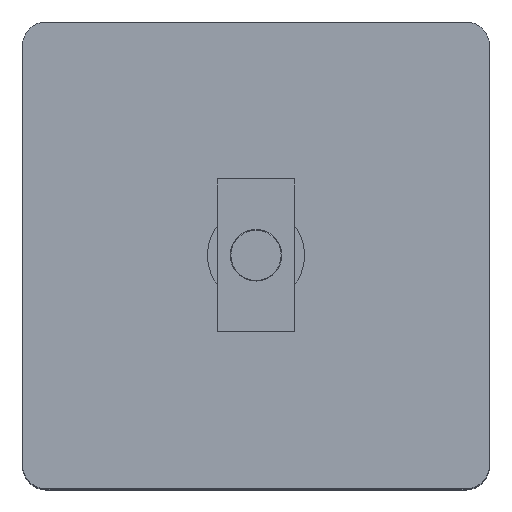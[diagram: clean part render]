
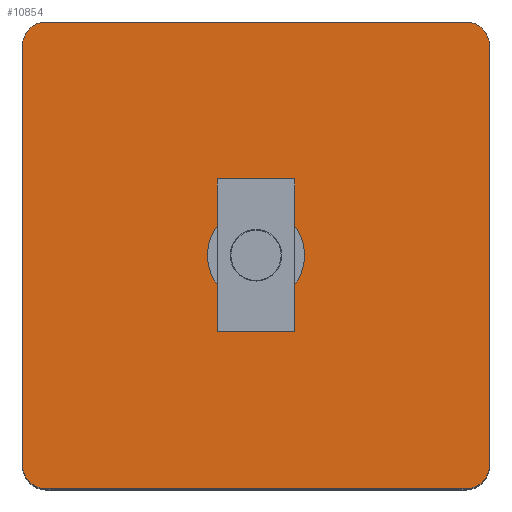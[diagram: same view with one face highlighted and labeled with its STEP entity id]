
A CAD part, top view. The second image highlights one B-rep face of the part: STEP entity #10854.
In plain terms, the highlighted planar face has unit normal (0, 0, 1).
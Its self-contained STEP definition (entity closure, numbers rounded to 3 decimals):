
#415 = CARTESIAN_POINT ( 'NONE',  ( 27., 27., 91. ) ) ;
#527 = EDGE_LOOP ( 'NONE', ( #4781, #5410, #3028, #7736, #930, #4894, #5636, #3912 ) ) ;
#605 = CARTESIAN_POINT ( 'NONE',  ( 27., -30., 91. ) ) ;
#754 = DIRECTION ( 'NONE',  ( 0., -1., 0. ) ) ;
#927 = DIRECTION ( 'NONE',  ( 0., 0., -1. ) ) ;
#930 = ORIENTED_EDGE ( 'NONE', *, *, #2887, .T. ) ;
#955 = CARTESIAN_POINT ( 'NONE',  ( 30., 27., 91. ) ) ;
#1121 = DIRECTION ( 'NONE',  ( 0., 1., 0. ) ) ;
#1331 = AXIS2_PLACEMENT_3D ( 'NONE', #1339, #7064, #1464 ) ;
#1339 = CARTESIAN_POINT ( 'NONE',  ( 24., 30., 91. ) ) ;
#1392 = EDGE_CURVE ( 'NONE', #2108, #9161, #1447, .T. ) ;
#1447 = CIRCLE ( 'NONE', #8043, 3. ) ;
#1464 = DIRECTION ( 'NONE',  ( 0., -1., 0. ) ) ;
#1498 = VERTEX_POINT ( 'NONE', #1510 ) ;
#1510 = CARTESIAN_POINT ( 'NONE',  ( 27., 30., 91. ) ) ;
#1527 = ORIENTED_EDGE ( 'NONE', *, *, #2619, .T. ) ;
#1828 = DIRECTION ( 'NONE',  ( -1., 0., 0. ) ) ;
#2108 = VERTEX_POINT ( 'NONE', #7455 ) ;
#2337 = PLANE ( 'NONE',  #1331 ) ;
#2360 = CARTESIAN_POINT ( 'NONE',  ( -27., -30., 91. ) ) ;
#2444 = CIRCLE ( 'NONE', #6159, 6.25 ) ;
#2619 = EDGE_CURVE ( 'NONE', #11966, #9714, #8848, .T. ) ;
#2712 = CIRCLE ( 'NONE', #5709, 3. ) ;
#2742 = VECTOR ( 'NONE', #3752, 1000. ) ;
#2887 = EDGE_CURVE ( 'NONE', #4021, #1498, #6150, .T. ) ;
#3028 = ORIENTED_EDGE ( 'NONE', *, *, #11471, .T. ) ;
#3051 = LINE ( 'NONE', #11400, #9294 ) ;
#3752 = DIRECTION ( 'NONE',  ( 0., -1., 0. ) ) ;
#3905 = FACE_BOUND ( 'NONE', #11514, .T. ) ;
#3912 = ORIENTED_EDGE ( 'NONE', *, *, #10109, .F. ) ;
#4021 = VERTEX_POINT ( 'NONE', #8895 ) ;
#4179 = DIRECTION ( 'NONE',  ( 0., 0., 1. ) ) ;
#4404 = DIRECTION ( 'NONE',  ( 0., 0., -1. ) ) ;
#4631 = VECTOR ( 'NONE', #1121, 1000. ) ;
#4781 = ORIENTED_EDGE ( 'NONE', *, *, #1392, .T. ) ;
#4849 = VERTEX_POINT ( 'NONE', #605 ) ;
#4894 = ORIENTED_EDGE ( 'NONE', *, *, #8410, .F. ) ;
#4998 = CARTESIAN_POINT ( 'NONE',  ( 27., -27., 91. ) ) ;
#5063 = EDGE_CURVE ( 'NONE', #4021, #9438, #6736, .T. ) ;
#5077 = FACE_OUTER_BOUND ( 'NONE', #527, .T. ) ;
#5142 = CARTESIAN_POINT ( 'NONE',  ( -27., -27., 91. ) ) ;
#5229 = DIRECTION ( 'NONE',  ( -1., 0., 0. ) ) ;
#5285 = DIRECTION ( 'NONE',  ( 1., 0., 0. ) ) ;
#5410 = ORIENTED_EDGE ( 'NONE', *, *, #11830, .F. ) ;
#5532 = VERTEX_POINT ( 'NONE', #7254 ) ;
#5636 = ORIENTED_EDGE ( 'NONE', *, *, #10477, .T. ) ;
#5648 = CARTESIAN_POINT ( 'NONE',  ( -27., 27., 91. ) ) ;
#5709 = AXIS2_PLACEMENT_3D ( 'NONE', #4998, #6210, #8042 ) ;
#5905 = CARTESIAN_POINT ( 'NONE',  ( -30., -27., 91. ) ) ;
#6150 = CIRCLE ( 'NONE', #6213, 3. ) ;
#6159 = AXIS2_PLACEMENT_3D ( 'NONE', #7211, #4404, #7163 ) ;
#6210 = DIRECTION ( 'NONE',  ( 0., 0., 1. ) ) ;
#6213 = AXIS2_PLACEMENT_3D ( 'NONE', #415, #4179, #5285 ) ;
#6411 = VERTEX_POINT ( 'NONE', #10537 ) ;
#6736 = LINE ( 'NONE', #955, #2742 ) ;
#6858 = ORIENTED_EDGE ( 'NONE', *, *, #9047, .T. ) ;
#7064 = DIRECTION ( 'NONE',  ( 0., 0., 1. ) ) ;
#7153 = LINE ( 'NONE', #5905, #4631 ) ;
#7163 = DIRECTION ( 'NONE',  ( 0., -1., 0. ) ) ;
#7211 = CARTESIAN_POINT ( 'NONE',  ( 0., 0., 91. ) ) ;
#7254 = CARTESIAN_POINT ( 'NONE',  ( -30., 27., 91. ) ) ;
#7455 = CARTESIAN_POINT ( 'NONE',  ( -30., -27., 91. ) ) ;
#7507 = AXIS2_PLACEMENT_3D ( 'NONE', #11307, #927, #754 ) ;
#7702 = AXIS2_PLACEMENT_3D ( 'NONE', #5648, #10242, #9396 ) ;
#7736 = ORIENTED_EDGE ( 'NONE', *, *, #5063, .F. ) ;
#8042 = DIRECTION ( 'NONE',  ( 0., -1., 0. ) ) ;
#8043 = AXIS2_PLACEMENT_3D ( 'NONE', #5142, #11780, #5229 ) ;
#8410 = EDGE_CURVE ( 'NONE', #6411, #1498, #9604, .T. ) ;
#8512 = CARTESIAN_POINT ( 'NONE',  ( -27., 30., 91. ) ) ;
#8597 = CARTESIAN_POINT ( 'NONE',  ( 30., -27., 91. ) ) ;
#8710 = VECTOR ( 'NONE', #9372, 1000. ) ;
#8758 = CARTESIAN_POINT ( 'NONE',  ( 0., -6.25, 91. ) ) ;
#8848 = CIRCLE ( 'NONE', #7507, 6.25 ) ;
#8895 = CARTESIAN_POINT ( 'NONE',  ( 30., 27., 91. ) ) ;
#9047 = EDGE_CURVE ( 'NONE', #9714, #11966, #2444, .T. ) ;
#9161 = VERTEX_POINT ( 'NONE', #2360 ) ;
#9294 = VECTOR ( 'NONE', #1828, 1000. ) ;
#9372 = DIRECTION ( 'NONE',  ( 1., 0., 0. ) ) ;
#9396 = DIRECTION ( 'NONE',  ( 0., 1., 0. ) ) ;
#9438 = VERTEX_POINT ( 'NONE', #8597 ) ;
#9604 = LINE ( 'NONE', #8512, #8710 ) ;
#9714 = VERTEX_POINT ( 'NONE', #10997 ) ;
#10109 = EDGE_CURVE ( 'NONE', #2108, #5532, #7153, .T. ) ;
#10242 = DIRECTION ( 'NONE',  ( 0., 0., 1. ) ) ;
#10477 = EDGE_CURVE ( 'NONE', #6411, #5532, #10755, .T. ) ;
#10537 = CARTESIAN_POINT ( 'NONE',  ( -27., 30., 91. ) ) ;
#10755 = CIRCLE ( 'NONE', #7702, 3. ) ;
#10854 = ADVANCED_FACE ( 'NONE', ( #5077, #3905 ), #2337, .T. ) ;
#10997 = CARTESIAN_POINT ( 'NONE',  ( 0., 6.25, 91. ) ) ;
#11307 = CARTESIAN_POINT ( 'NONE',  ( 0., 0., 91. ) ) ;
#11400 = CARTESIAN_POINT ( 'NONE',  ( 27., -30., 91. ) ) ;
#11471 = EDGE_CURVE ( 'NONE', #4849, #9438, #2712, .T. ) ;
#11514 = EDGE_LOOP ( 'NONE', ( #1527, #6858 ) ) ;
#11780 = DIRECTION ( 'NONE',  ( 0., 0., 1. ) ) ;
#11830 = EDGE_CURVE ( 'NONE', #4849, #9161, #3051, .T. ) ;
#11966 = VERTEX_POINT ( 'NONE', #8758 ) ;
